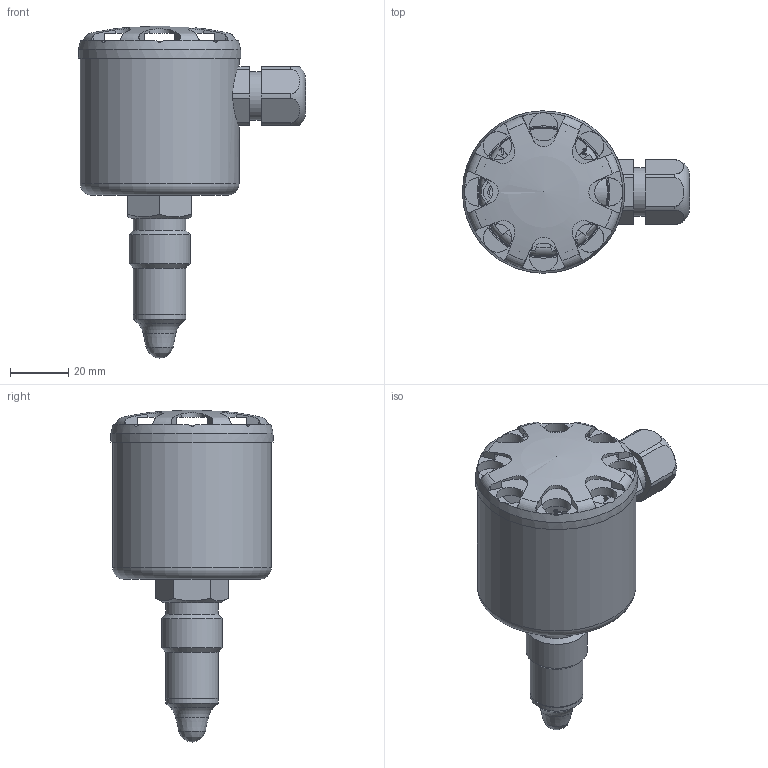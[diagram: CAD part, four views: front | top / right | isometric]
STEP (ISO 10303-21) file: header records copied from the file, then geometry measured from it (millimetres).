
FILE_DESCRIPTION( ( 'Unknown' ), '1' );
FILE_NAME( 'LFFS-x31x.stp', 'Unknown', ( 'Unknown' ), ( 'Unknown' ), 'PSStep 15.0.49', 'Unknown', ' ' );
FILE_SCHEMA( ( 'AUTOMOTIVE_DESIGN { 1 0 10303 214 1 1 1 1 }' ) );
Length unit declared in the file: millimetre
Products named in the file (1): 3011087
Bounding box: 77.84 x 55.62 x 113.81 mm (x, y, z)
Volume: 74283.9 mm3; surface area: 41774 mm2
Topology: 1 solids, 6 shells, 586 faces, 1665 edges, 1094 vertices
Faces by surface type: plane 443, cylinder 104, torus 19, cone 17, sphere 2, bspline 1
Full cylindrical faces by diameter (mm): 4 x10, 5.3 x2, 6.2 x1, 8 x1, 8.2 x2, 8.3 x1, 9.7 x8, 9.8 x2, 12 x1, 12.917 x1, 13 x2, 14 x1, 16 x3, 16.691 x1, 18 x3, 20.955 x1, 43.8 x1, 44 x1, 45 x1, 45.4 x1, 48.2 x1, 50 x1, 52.2 x1, 54.5 x1, 55.622 x1
Entity records: 24293 total; most frequent: CARTESIAN_POINT 4575, DIRECTION 3157, ORIENTED_EDGE 3102, EDGE_CURVE 1551, AXIS2_PLACEMENT_3D 1158, VERTEX_POINT 1057, LINE 841, VECTOR 841
